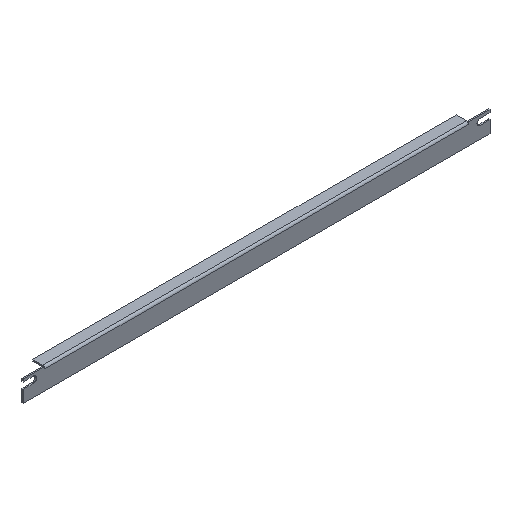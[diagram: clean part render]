
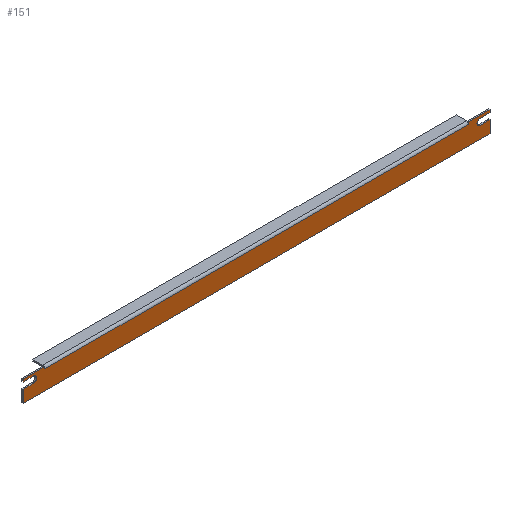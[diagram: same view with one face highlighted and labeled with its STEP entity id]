
A CAD part, isometric view. The second image highlights one B-rep face of the part: STEP entity #151.
In plain terms, the highlighted planar face has unit normal (0, -1, 0).
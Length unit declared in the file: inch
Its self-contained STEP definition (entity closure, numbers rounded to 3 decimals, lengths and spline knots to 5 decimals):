
#6 = ORIENTED_EDGE ( 'NONE', *, *, #385, .F. ) ;
#10 = DIRECTION ( 'NONE',  ( 1., 0., 0. ) ) ;
#14 = DIRECTION ( 'NONE',  ( -1., 0., 0. ) ) ;
#23 = VERTEX_POINT ( 'NONE', #167 ) ;
#30 = VECTOR ( 'NONE', #197, 39.37008 ) ;
#32 = CARTESIAN_POINT ( 'NONE',  ( -8.62508, 0., 0.4295 ) ) ;
#35 = VERTEX_POINT ( 'NONE', #89 ) ;
#36 = CARTESIAN_POINT ( 'NONE',  ( 9.5, 0., -0.4295 ) ) ;
#39 = VERTEX_POINT ( 'NONE', #361 ) ;
#46 = ORIENTED_EDGE ( 'NONE', *, *, #668, .T. ) ;
#53 = LINE ( 'NONE', #607, #484 ) ;
#64 = VERTEX_POINT ( 'NONE', #224 ) ;
#71 = EDGE_CURVE ( 'NONE', #39, #761, #356, .T. ) ;
#72 = VERTEX_POINT ( 'NONE', #430 ) ;
#79 = VECTOR ( 'NONE', #712, 39.37008 ) ;
#80 = CARTESIAN_POINT ( 'NONE',  ( -9.5, 0., -0.4295 ) ) ;
#84 = CARTESIAN_POINT ( 'NONE',  ( -8.62508, 0., 0.3435 ) ) ;
#88 = LINE ( 'NONE', #624, #118 ) ;
#89 = CARTESIAN_POINT ( 'NONE',  ( -9.5, 0., 0.3205 ) ) ;
#90 = ORIENTED_EDGE ( 'NONE', *, *, #517, .T. ) ;
#100 = VECTOR ( 'NONE', #647, 39.37008 ) ;
#111 = VERTEX_POINT ( 'NONE', #265 ) ;
#118 = VECTOR ( 'NONE', #574, 39.37008 ) ;
#119 = DIRECTION ( 'NONE',  ( -1., 0., 0. ) ) ;
#121 = DIRECTION ( 'NONE',  ( 0., -1., 0. ) ) ;
#128 = ORIENTED_EDGE ( 'NONE', *, *, #708, .T. ) ;
#132 = PLANE ( 'NONE',  #682 ) ;
#133 = ORIENTED_EDGE ( 'NONE', *, *, #253, .F. ) ;
#135 = LINE ( 'NONE', #407, #707 ) ;
#141 = LINE ( 'NONE', #278, #633 ) ;
#144 = CARTESIAN_POINT ( 'NONE',  ( 8.625, 0., 0.3435 ) ) ;
#150 = CARTESIAN_POINT ( 'NONE',  ( -9.5, 0., 0.4295 ) ) ;
#151 = ADVANCED_FACE ( 'NONE', ( #536 ), #132, .T. ) ;
#155 = VECTOR ( 'NONE', #835, 39.37008 ) ;
#164 = CARTESIAN_POINT ( 'NONE',  ( 9.094, 0., 0.3205 ) ) ;
#166 = EDGE_CURVE ( 'NONE', #35, #636, #53, .T. ) ;
#167 = CARTESIAN_POINT ( 'NONE',  ( 8.62508, 0., 0.4295 ) ) ;
#188 = ORIENTED_EDGE ( 'NONE', *, *, #269, .F. ) ;
#197 = DIRECTION ( 'NONE',  ( 1., 0., 0. ) ) ;
#207 = CARTESIAN_POINT ( 'NONE',  ( -9.5, 0., 0.3435 ) ) ;
#221 = EDGE_CURVE ( 'NONE', #267, #111, #550, .T. ) ;
#224 = CARTESIAN_POINT ( 'NONE',  ( 9.5, 0., 0.0705 ) ) ;
#241 = VECTOR ( 'NONE', #543, 39.37008 ) ;
#253 = EDGE_CURVE ( 'NONE', #305, #35, #813, .T. ) ;
#257 = CARTESIAN_POINT ( 'NONE',  ( -9.5, 0., -0.4295 ) ) ;
#260 = ORIENTED_EDGE ( 'NONE', *, *, #627, .F. ) ;
#262 = VECTOR ( 'NONE', #609, 39.37008 ) ;
#265 = CARTESIAN_POINT ( 'NONE',  ( -8.625, 0., 0.3435 ) ) ;
#267 = VERTEX_POINT ( 'NONE', #144 ) ;
#269 = EDGE_CURVE ( 'NONE', #64, #591, #418, .T. ) ;
#270 = CARTESIAN_POINT ( 'NONE',  ( -9.094, 0., 0.1955 ) ) ;
#276 = ORIENTED_EDGE ( 'NONE', *, *, #221, .T. ) ;
#278 = CARTESIAN_POINT ( 'NONE',  ( 9.5, 0., 0.4295 ) ) ;
#280 = CARTESIAN_POINT ( 'NONE',  ( 8.62508, 0., 0.3435 ) ) ;
#285 = AXIS2_PLACEMENT_3D ( 'NONE', #270, #606, #540 ) ;
#291 = CARTESIAN_POINT ( 'NONE',  ( 9.094, 0., 0.1955 ) ) ;
#292 = CARTESIAN_POINT ( 'NONE',  ( 8.62508, 0., 0.3435 ) ) ;
#293 = VERTEX_POINT ( 'NONE', #80 ) ;
#294 = AXIS2_PLACEMENT_3D ( 'NONE', #291, #497, #767 ) ;
#297 = CARTESIAN_POINT ( 'NONE',  ( -9.5, 0., 0.3435 ) ) ;
#301 = EDGE_CURVE ( 'NONE', #636, #391, #141, .T. ) ;
#305 = VERTEX_POINT ( 'NONE', #677 ) ;
#317 = LINE ( 'NONE', #653, #100 ) ;
#319 = EDGE_CURVE ( 'NONE', #23, #422, #410, .T. ) ;
#327 = VERTEX_POINT ( 'NONE', #488 ) ;
#345 = CARTESIAN_POINT ( 'NONE',  ( 9.5, 0., -0.4295 ) ) ;
#356 = CIRCLE ( 'NONE', #294, 0.125 ) ;
#359 = EDGE_CURVE ( 'NONE', #293, #466, #758, .T. ) ;
#361 = CARTESIAN_POINT ( 'NONE',  ( 9.094, 0., 0.0705 ) ) ;
#370 = VECTOR ( 'NONE', #766, 39.37008 ) ;
#385 = EDGE_CURVE ( 'NONE', #466, #546, #88, .T. ) ;
#391 = VERTEX_POINT ( 'NONE', #32 ) ;
#402 = DIRECTION ( 'NONE',  ( 0., 0., 1. ) ) ;
#407 = CARTESIAN_POINT ( 'NONE',  ( -9.5, 0., 0.3205 ) ) ;
#410 = LINE ( 'NONE', #280, #850 ) ;
#414 = VECTOR ( 'NONE', #14, 39.37008 ) ;
#417 = DIRECTION ( 'NONE',  ( 0., 0., -1. ) ) ;
#418 = LINE ( 'NONE', #345, #814 ) ;
#420 = VERTEX_POINT ( 'NONE', #780 ) ;
#422 = VERTEX_POINT ( 'NONE', #292 ) ;
#423 = EDGE_CURVE ( 'NONE', #111, #327, #557, .T. ) ;
#426 = VECTOR ( 'NONE', #119, 39.37008 ) ;
#430 = CARTESIAN_POINT ( 'NONE',  ( 9.5, 0., 0.4295 ) ) ;
#447 = ORIENTED_EDGE ( 'NONE', *, *, #166, .F. ) ;
#448 = LINE ( 'NONE', #578, #79 ) ;
#463 = CARTESIAN_POINT ( 'NONE',  ( -9.094, 0., 0.0705 ) ) ;
#466 = VERTEX_POINT ( 'NONE', #492 ) ;
#484 = VECTOR ( 'NONE', #402, 39.37008 ) ;
#488 = CARTESIAN_POINT ( 'NONE',  ( -8.62508, 0., 0.3435 ) ) ;
#492 = CARTESIAN_POINT ( 'NONE',  ( -9.5, 0., 0.0705 ) ) ;
#497 = DIRECTION ( 'NONE',  ( 0., 1., 0. ) ) ;
#503 = EDGE_CURVE ( 'NONE', #327, #391, #690, .T. ) ;
#517 = EDGE_CURVE ( 'NONE', #305, #546, #801, .T. ) ;
#525 = ORIENTED_EDGE ( 'NONE', *, *, #595, .F. ) ;
#535 = LINE ( 'NONE', #864, #30 ) ;
#536 = FACE_OUTER_BOUND ( 'NONE', #702, .T. ) ;
#540 = DIRECTION ( 'NONE',  ( 0., 0., 1. ) ) ;
#543 = DIRECTION ( 'NONE',  ( -1., 0., 0. ) ) ;
#546 = VERTEX_POINT ( 'NONE', #463 ) ;
#550 = LINE ( 'NONE', #207, #241 ) ;
#557 = LINE ( 'NONE', #297, #155 ) ;
#574 = DIRECTION ( 'NONE',  ( 1., 0., 0. ) ) ;
#576 = ORIENTED_EDGE ( 'NONE', *, *, #503, .T. ) ;
#578 = CARTESIAN_POINT ( 'NONE',  ( -9.5, 0., 0.0705 ) ) ;
#580 = CARTESIAN_POINT ( 'NONE',  ( -9.5, 0., -0.4295 ) ) ;
#588 = LINE ( 'NONE', #580, #426 ) ;
#591 = VERTEX_POINT ( 'NONE', #648 ) ;
#595 = EDGE_CURVE ( 'NONE', #591, #293, #588, .T. ) ;
#605 = ORIENTED_EDGE ( 'NONE', *, *, #71, .T. ) ;
#606 = DIRECTION ( 'NONE',  ( 0., 1., 0. ) ) ;
#607 = CARTESIAN_POINT ( 'NONE',  ( -9.5, 0., 0.4295 ) ) ;
#609 = DIRECTION ( 'NONE',  ( 0., 0., 1. ) ) ;
#624 = CARTESIAN_POINT ( 'NONE',  ( -9.5, 0., 0.0705 ) ) ;
#627 = EDGE_CURVE ( 'NONE', #23, #72, #535, .T. ) ;
#633 = VECTOR ( 'NONE', #10, 39.37008 ) ;
#636 = VERTEX_POINT ( 'NONE', #788 ) ;
#638 = ORIENTED_EDGE ( 'NONE', *, *, #319, .T. ) ;
#647 = DIRECTION ( 'NONE',  ( -1., 0., 0. ) ) ;
#648 = CARTESIAN_POINT ( 'NONE',  ( 9.5, 0., -0.4295 ) ) ;
#653 = CARTESIAN_POINT ( 'NONE',  ( -9.5, 0., 0.3435 ) ) ;
#657 = VECTOR ( 'NONE', #772, 39.37008 ) ;
#662 = EDGE_CURVE ( 'NONE', #761, #420, #135, .T. ) ;
#668 = EDGE_CURVE ( 'NONE', #64, #39, #448, .T. ) ;
#671 = ORIENTED_EDGE ( 'NONE', *, *, #301, .F. ) ;
#674 = EDGE_CURVE ( 'NONE', #72, #420, #868, .T. ) ;
#677 = CARTESIAN_POINT ( 'NONE',  ( -9.094, 0., 0.3205 ) ) ;
#680 = DIRECTION ( 'NONE',  ( 0., 0., -1. ) ) ;
#682 = AXIS2_PLACEMENT_3D ( 'NONE', #257, #121, #860 ) ;
#690 = LINE ( 'NONE', #84, #370 ) ;
#702 = EDGE_LOOP ( 'NONE', ( #46, #605, #847, #856, #260, #638, #128, #276, #816, #576, #671, #447, #133, #90, #6, #721, #525, #188 ) ) ;
#707 = VECTOR ( 'NONE', #809, 39.37008 ) ;
#708 = EDGE_CURVE ( 'NONE', #422, #267, #317, .T. ) ;
#712 = DIRECTION ( 'NONE',  ( -1., 0., 0. ) ) ;
#721 = ORIENTED_EDGE ( 'NONE', *, *, #359, .F. ) ;
#750 = CARTESIAN_POINT ( 'NONE',  ( -9.5, 0., 0.3205 ) ) ;
#758 = LINE ( 'NONE', #150, #262 ) ;
#761 = VERTEX_POINT ( 'NONE', #164 ) ;
#766 = DIRECTION ( 'NONE',  ( 0., 0., 1. ) ) ;
#767 = DIRECTION ( 'NONE',  ( 0., 0., 1. ) ) ;
#772 = DIRECTION ( 'NONE',  ( 0., 0., -1. ) ) ;
#780 = CARTESIAN_POINT ( 'NONE',  ( 9.5, 0., 0.3205 ) ) ;
#788 = CARTESIAN_POINT ( 'NONE',  ( -9.5, 0., 0.4295 ) ) ;
#801 = CIRCLE ( 'NONE', #285, 0.125 ) ;
#809 = DIRECTION ( 'NONE',  ( 1., 0., 0. ) ) ;
#813 = LINE ( 'NONE', #750, #414 ) ;
#814 = VECTOR ( 'NONE', #680, 39.37008 ) ;
#816 = ORIENTED_EDGE ( 'NONE', *, *, #423, .T. ) ;
#835 = DIRECTION ( 'NONE',  ( -1., 0., 0. ) ) ;
#847 = ORIENTED_EDGE ( 'NONE', *, *, #662, .T. ) ;
#850 = VECTOR ( 'NONE', #417, 39.37008 ) ;
#856 = ORIENTED_EDGE ( 'NONE', *, *, #674, .F. ) ;
#860 = DIRECTION ( 'NONE',  ( 0., 0., -1. ) ) ;
#864 = CARTESIAN_POINT ( 'NONE',  ( 9.5, 0., 0.4295 ) ) ;
#868 = LINE ( 'NONE', #36, #657 ) ;
